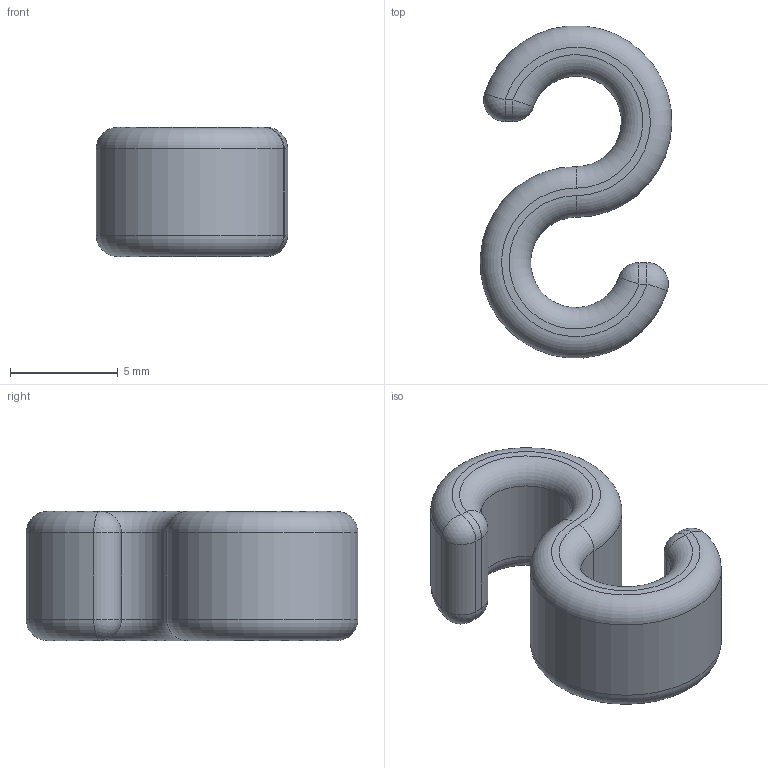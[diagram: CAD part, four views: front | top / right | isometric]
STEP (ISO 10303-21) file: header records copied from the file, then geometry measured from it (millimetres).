
FILE_DESCRIPTION(/* description */ ('STEP AP203'),/* implementation_level */ '2;1');
FILE_NAME(/* name */ 'LED strip onto the mounting plate v1.step',/* time_stamp */ '2025-08-20T17:27:00+05:00',/* author */ (''),/* organization */ (''),/* preprocessor_version */ 'ST-DEVELOPER v20.1',/* originating_system */ 'Autodesk Translation Framework v14.10.0.0',/* authorisation */ '');
FILE_SCHEMA (('AUTOMOTIVE_DESIGN { 1 0 10303 214 3 1 1 }'));
Length unit declared in the file: millimetre
Products named in the file (1): µÆÌõ¹Ì¶¨°å-AD5X
Bounding box: 8.9 x 15.42 x 6 mm (x, y, z)
Volume: 402.6 mm3; surface area: 474.9 mm2
Topology: 1 solids, 1 shells, 32 faces, 62 edges, 32 vertices
Faces by surface type: cylinder 12, sphere 8, torus 8, plane 4
Entity records: 971 total; most frequent: CARTESIAN_POINT 271, DIRECTION 164, ORIENTED_EDGE 124, AXIS2_PLACEMENT_3D 73, EDGE_CURVE 62, CIRCLE 40, FACE_OUTER_BOUND 32, EDGE_LOOP 32
